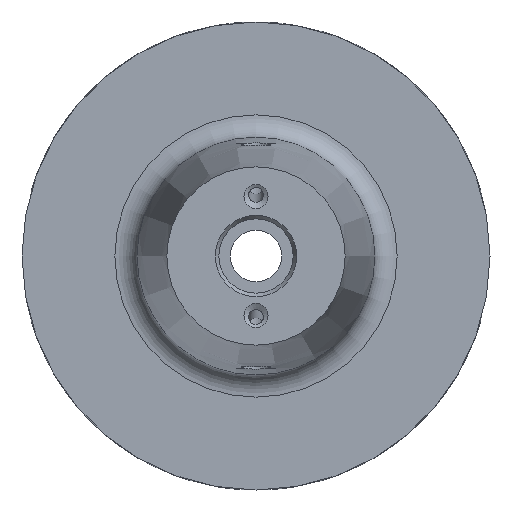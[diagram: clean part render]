
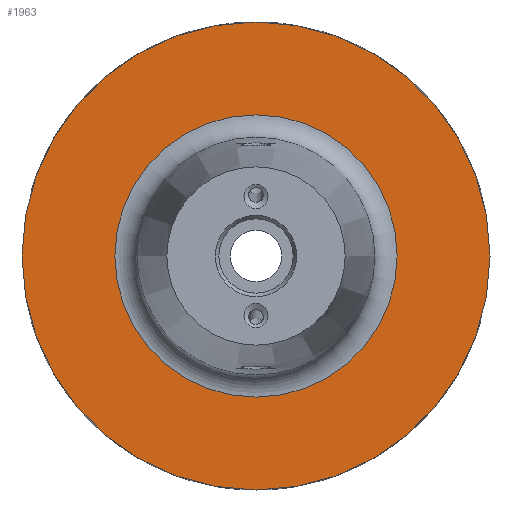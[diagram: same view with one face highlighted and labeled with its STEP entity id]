
A CAD part, left-side view. The second image highlights one B-rep face of the part: STEP entity #1963.
In plain terms, the highlighted planar face has unit normal (-1, 0, 0).
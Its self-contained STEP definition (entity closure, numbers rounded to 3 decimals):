
#58=FACE_BOUND('',#338,.T.);
#96=PLANE('',#2196);
#220=FACE_OUTER_BOUND('',#337,.T.);
#337=EDGE_LOOP('',(#1765,#1766));
#338=EDGE_LOOP('',(#1767,#1768));
#715=CIRCLE('',#2194,19.);
#716=CIRCLE('',#2195,19.);
#717=CIRCLE('',#2197,31.5);
#718=CIRCLE('',#2198,31.5);
#924=VERTEX_POINT('',#4855);
#925=VERTEX_POINT('',#4857);
#926=VERTEX_POINT('',#4861);
#927=VERTEX_POINT('',#4862);
#1224=EDGE_CURVE('',#925,#924,#715,.T.);
#1225=EDGE_CURVE('',#924,#925,#716,.T.);
#1226=EDGE_CURVE('',#926,#927,#717,.T.);
#1227=EDGE_CURVE('',#927,#926,#718,.T.);
#1765=ORIENTED_EDGE('',*,*,#1226,.F.);
#1766=ORIENTED_EDGE('',*,*,#1227,.F.);
#1767=ORIENTED_EDGE('',*,*,#1224,.T.);
#1768=ORIENTED_EDGE('',*,*,#1225,.T.);
#1963=ADVANCED_FACE('',(#220,#58),#96,.T.);
#2194=AXIS2_PLACEMENT_3D('',#4858,#2697,#2698);
#2195=AXIS2_PLACEMENT_3D('',#4859,#2699,#2700);
#2196=AXIS2_PLACEMENT_3D('',#4860,#2701,#2702);
#2197=AXIS2_PLACEMENT_3D('',#4863,#2703,#2704);
#2198=AXIS2_PLACEMENT_3D('',#4864,#2705,#2706);
#2697=DIRECTION('center_axis',(1.,0.,0.));
#2698=DIRECTION('ref_axis',(0.,1.,0.));
#2699=DIRECTION('center_axis',(1.,0.,0.));
#2700=DIRECTION('ref_axis',(0.,1.,0.));
#2701=DIRECTION('center_axis',(-1.,0.,0.));
#2702=DIRECTION('ref_axis',(0.,0.,1.));
#2703=DIRECTION('center_axis',(1.,0.,0.));
#2704=DIRECTION('ref_axis',(0.,1.,0.));
#2705=DIRECTION('center_axis',(1.,0.,0.));
#2706=DIRECTION('ref_axis',(0.,1.,0.));
#4855=CARTESIAN_POINT('',(-22.,0.,19.));
#4857=CARTESIAN_POINT('',(-22.,19.,0.));
#4858=CARTESIAN_POINT('Origin',(-22.,0.,0.));
#4859=CARTESIAN_POINT('Origin',(-22.,0.,0.));
#4860=CARTESIAN_POINT('Origin',(-22.,25.25,0.));
#4861=CARTESIAN_POINT('',(-22.,31.5,0.));
#4862=CARTESIAN_POINT('',(-22.,-31.5,0.));
#4863=CARTESIAN_POINT('Origin',(-22.,0.,0.));
#4864=CARTESIAN_POINT('Origin',(-22.,0.,0.));
